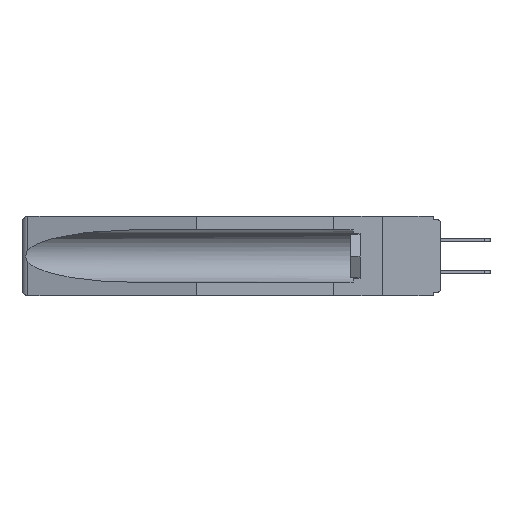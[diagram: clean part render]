
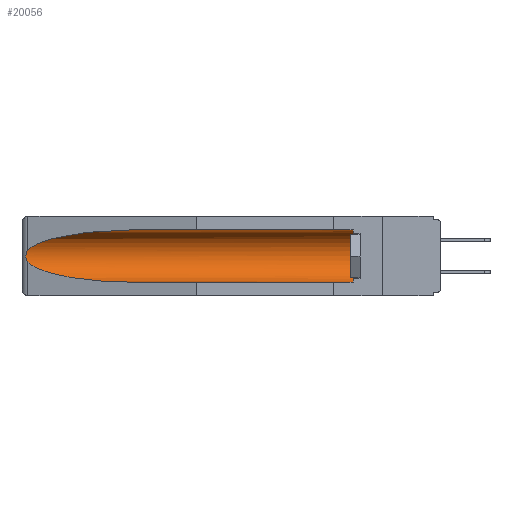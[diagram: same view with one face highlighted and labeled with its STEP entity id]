
A CAD part, left-side view. The second image highlights one B-rep face of the part: STEP entity #20056.
In plain terms, the highlighted cylindrical face has radius 2.857 mm (diameter 5.715 mm), a partial arc.
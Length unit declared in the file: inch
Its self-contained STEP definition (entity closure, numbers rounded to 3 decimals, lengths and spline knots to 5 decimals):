
#490 = CARTESIAN_POINT ( 'NONE',  ( 0.155, -0.30754, -0.1715 ) ) ;
#1531 = CARTESIAN_POINT ( 'NONE',  ( 0.26655, 1.53094, -0.18657 ) ) ;
#2165 = ORIENTED_EDGE ( 'NONE', *, *, #18818, .F. ) ;
#2371 = ORIENTED_EDGE ( 'NONE', *, *, #5560, .T. ) ;
#2675 = VERTEX_POINT ( 'NONE', #25361 ) ;
#3475 = DIRECTION ( 'NONE',  ( 0., 1., 0. ) ) ;
#3629 = DIRECTION ( 'NONE',  ( 0., 1., 0. ) ) ;
#3703 = VERTEX_POINT ( 'NONE', #19575 ) ;
#3851 = CARTESIAN_POINT ( 'NONE',  ( 0.2675, 1.53308, -0.16763 ) ) ;
#4042 = CARTESIAN_POINT ( 'NONE',  ( 0.26537, 1.52718, -0.14972 ) ) ;
#4051 =( BOUNDED_CURVE ( )  B_SPLINE_CURVE ( 3, ( #10597, #8463, #10498, #21595 ),
 .UNSPECIFIED., .F., .F. ) 
 B_SPLINE_CURVE_WITH_KNOTS ( ( 4, 4 ),
 ( 0.1948, 1.5708 ),
 .UNSPECIFIED. ) 
 CURVE ( )  GEOMETRIC_REPRESENTATION_ITEM ( )  RATIONAL_B_SPLINE_CURVE ( ( 1., 0.848, 0.848, 1. ) ) 
 REPRESENTATION_ITEM ( '' )  );
#4156 = CARTESIAN_POINT ( 'NONE',  ( 0.155, 0.126, -0.1715 ) ) ;
#4431 = CARTESIAN_POINT ( 'NONE',  ( 0.26537, 1.52718, -0.14972 ) ) ;
#4681 = CARTESIAN_POINT ( 'NONE',  ( 0.25451, 1.48313, -0.09465 ) ) ;
#5434 = ORIENTED_EDGE ( 'NONE', *, *, #19258, .T. ) ;
#5560 = EDGE_CURVE ( 'NONE', #11154, #3703, #10432, .T. ) ;
#6460 = VECTOR ( 'NONE', #3475, 39.37008 ) ;
#6879 = CARTESIAN_POINT ( 'NONE',  ( 0.26537, 1.52718, -0.14972 ) ) ;
#8085 = CARTESIAN_POINT ( 'NONE',  ( 0.155, -0.30754, -0.059 ) ) ;
#8186 = CARTESIAN_POINT ( 'NONE',  ( 0.26597, 1.5296, -0.19026 ) ) ;
#8280 = CARTESIAN_POINT ( 'NONE',  ( 0.26654, 1.53092, -0.15636 ) ) ;
#8463 = CARTESIAN_POINT ( 'NONE',  ( 0.25451, 1.48313, -0.24835 ) ) ;
#8479 = CARTESIAN_POINT ( 'NONE',  ( 0.26537, 1.52718, -0.19328 ) ) ;
#9265 = DIRECTION ( 'NONE',  ( 0., 0., 1. ) ) ;
#10334 = CARTESIAN_POINT ( 'NONE',  ( 0.2673, 1.5327, -0.16383 ) ) ;
#10432 = B_SPLINE_CURVE_WITH_KNOTS ( 'NONE', 3,
 ( #4042, #21812, #8280, #10334, #3851, #14781, #19289, #1531, #8186, #8479 ),
 .UNSPECIFIED., .F., .F.,
 ( 4, 2, 2, 2, 4 ),
 ( 0., 0.00029, 0.00058, 0.00087, 0.00117 ),
 .UNSPECIFIED. ) ;
#10498 = CARTESIAN_POINT ( 'NONE',  ( 0.21114, 1.30732, -0.284 ) ) ;
#10597 = CARTESIAN_POINT ( 'NONE',  ( 0.26537, 1.52718, -0.19328 ) ) ;
#11154 = VERTEX_POINT ( 'NONE', #4431 ) ;
#11341 = ORIENTED_EDGE ( 'NONE', *, *, #12809, .T. ) ;
#11726 = CARTESIAN_POINT ( 'NONE',  ( 0.21114, 1.30732, -0.059 ) ) ;
#11822 = CARTESIAN_POINT ( 'NONE',  ( 0.155, 0.126, -0.284 ) ) ;
#12316 = VECTOR ( 'NONE', #3629, 39.37008 ) ;
#12349 = VERTEX_POINT ( 'NONE', #16510 ) ;
#12566 = ORIENTED_EDGE ( 'NONE', *, *, #17149, .T. ) ;
#12809 = EDGE_CURVE ( 'NONE', #3703, #16553, #4051, .T. ) ;
#13248 = EDGE_CURVE ( 'NONE', #23901, #12349, #21177, .T. ) ;
#14133 = CARTESIAN_POINT ( 'NONE',  ( 0.155, 1.07973, -0.284 ) ) ;
#14781 = CARTESIAN_POINT ( 'NONE',  ( 0.2675, 1.53308, -0.17534 ) ) ;
#16397 = AXIS2_PLACEMENT_3D ( 'NONE', #490, #22317, #9265 ) ;
#16510 = CARTESIAN_POINT ( 'NONE',  ( 0.155, 0.126, -0.059 ) ) ;
#16553 = VERTEX_POINT ( 'NONE', #14133 ) ;
#17149 = EDGE_CURVE ( 'NONE', #12349, #2675, #24108, .T. ) ;
#18032 = AXIS2_PLACEMENT_3D ( 'NONE', #4156, #19198, #28385 ) ;
#18175 = LINE ( 'NONE', #27729, #12316 ) ;
#18442 = FACE_OUTER_BOUND ( 'NONE', #19294, .T. ) ;
#18818 = EDGE_CURVE ( 'NONE', #23901, #16553, #18175, .T. ) ;
#19198 = DIRECTION ( 'NONE',  ( 0., -1., 0. ) ) ;
#19258 = EDGE_CURVE ( 'NONE', #2675, #11154, #27859, .T. ) ;
#19289 = CARTESIAN_POINT ( 'NONE',  ( 0.2673, 1.53269, -0.17917 ) ) ;
#19294 = EDGE_LOOP ( 'NONE', ( #5434, #2371, #11341, #2165, #21364, #12566 ) ) ;
#19575 = CARTESIAN_POINT ( 'NONE',  ( 0.26537, 1.52718, -0.19328 ) ) ;
#20056 = ADVANCED_FACE ( 'NONE', ( #18442 ), #27749, .F. ) ;
#21177 = CIRCLE ( 'NONE', #18032, 0.1125 ) ;
#21364 = ORIENTED_EDGE ( 'NONE', *, *, #13248, .T. ) ;
#21595 = CARTESIAN_POINT ( 'NONE',  ( 0.155, 1.07973, -0.284 ) ) ;
#21812 = CARTESIAN_POINT ( 'NONE',  ( 0.26597, 1.52961, -0.15275 ) ) ;
#22317 = DIRECTION ( 'NONE',  ( 0., 1., 0. ) ) ;
#23901 = VERTEX_POINT ( 'NONE', #11822 ) ;
#24108 = LINE ( 'NONE', #8085, #6460 ) ;
#24774 = CARTESIAN_POINT ( 'NONE',  ( 0.155, 1.07973, -0.059 ) ) ;
#25361 = CARTESIAN_POINT ( 'NONE',  ( 0.155, 1.07973, -0.059 ) ) ;
#27729 = CARTESIAN_POINT ( 'NONE',  ( 0.155, -0.30754, -0.284 ) ) ;
#27749 = CYLINDRICAL_SURFACE ( 'NONE', #16397, 0.1125 ) ;
#27859 =( BOUNDED_CURVE ( )  B_SPLINE_CURVE ( 3, ( #24774, #11726, #4681, #6879 ),
 .UNSPECIFIED., .F., .T. ) 
 B_SPLINE_CURVE_WITH_KNOTS ( ( 4, 4 ),
 ( 4.71239, 6.08839 ),
 .UNSPECIFIED. ) 
 CURVE ( )  GEOMETRIC_REPRESENTATION_ITEM ( )  RATIONAL_B_SPLINE_CURVE ( ( 1., 0.848, 0.848, 1. ) ) 
 REPRESENTATION_ITEM ( '' )  );
#28385 = DIRECTION ( 'NONE',  ( 0., 0., 1. ) ) ;
